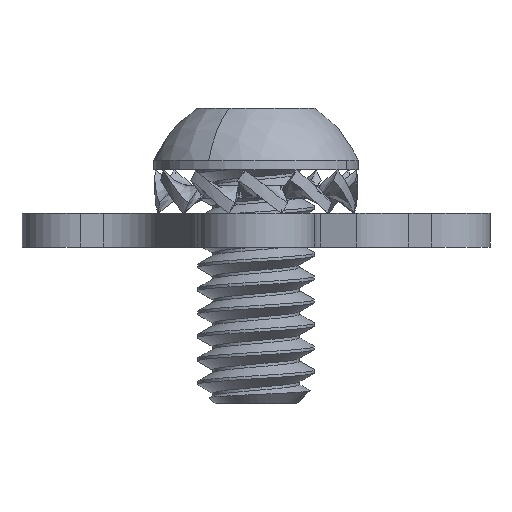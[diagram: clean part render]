
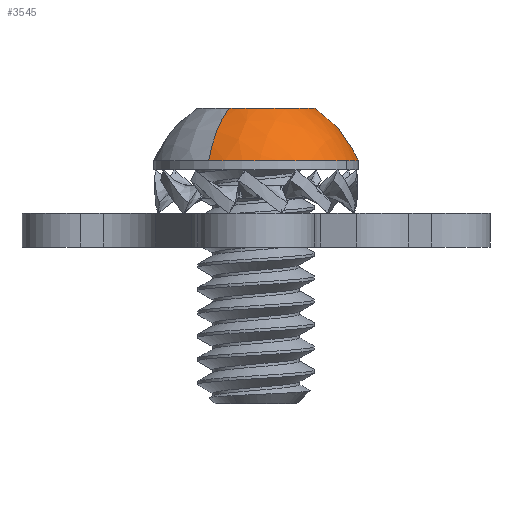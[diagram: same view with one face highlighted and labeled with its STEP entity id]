
A CAD part, front view. The second image highlights one B-rep face of the part: STEP entity #3545.
In plain terms, the highlighted spherical face has radius 5.974 mm.
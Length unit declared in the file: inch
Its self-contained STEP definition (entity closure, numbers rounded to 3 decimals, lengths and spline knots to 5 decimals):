
#21 = DIRECTION ( 'NONE',  ( 0., 0., 1. ) ) ;
#187 = ORIENTED_EDGE ( 'NONE', *, *, #2419, .T. ) ;
#392 = ORIENTED_EDGE ( 'NONE', *, *, #3314, .T. ) ;
#603 = CIRCLE ( 'NONE', #7048, 0.2185 ) ;
#742 = CARTESIAN_POINT ( 'NONE',  ( 0., 0., -0.1122 ) ) ;
#1135 = VERTEX_POINT ( 'NONE', #3454 ) ;
#1436 = DIRECTION ( 'NONE',  ( 1., 0., 0. ) ) ;
#1480 = CARTESIAN_POINT ( 'NONE',  ( 0., 0., -0.19922 ) ) ;
#1673 = AXIS2_PLACEMENT_3D ( 'NONE', #1480, #6282, #2187 ) ;
#1787 = CARTESIAN_POINT ( 'NONE',  ( 0., 0., -0.19922 ) ) ;
#1923 = DIRECTION ( 'NONE',  ( 0., 0., 1. ) ) ;
#2187 = DIRECTION ( 'NONE',  ( 0., -1., 0. ) ) ;
#2419 = EDGE_CURVE ( 'NONE', #1135, #3360, #5387, .T. ) ;
#2495 = DIRECTION ( 'NONE',  ( 0., 1., 0. ) ) ;
#2574 = ORIENTED_EDGE ( 'NONE', *, *, #8634, .F. ) ;
#2650 = CARTESIAN_POINT ( 'NONE',  ( -0.2185, 0., -0.1122 ) ) ;
#2695 = ORIENTED_EDGE ( 'NONE', *, *, #6607, .T. ) ;
#3236 = CIRCLE ( 'NONE', #1673, 0.23519 ) ;
#3314 = EDGE_CURVE ( 'NONE', #3360, #6216, #603, .T. ) ;
#3360 = VERTEX_POINT ( 'NONE', #2650 ) ;
#3454 = CARTESIAN_POINT ( 'NONE',  ( 0., 0.2185, -0.1122 ) ) ;
#3545 = ADVANCED_FACE ( 'NONE', ( #5554 ), #7595, .T. ) ;
#4033 = CARTESIAN_POINT ( 'NONE',  ( 0., 0.125, 0. ) ) ;
#4196 = CARTESIAN_POINT ( 'NONE',  ( 0., 0., -0.1122 ) ) ;
#4589 = CARTESIAN_POINT ( 'NONE',  ( 0., -0.2185, -0.1122 ) ) ;
#4849 = AXIS2_PLACEMENT_3D ( 'NONE', #6019, #1923, #6713 ) ;
#4871 = CIRCLE ( 'NONE', #6029, 0.23519 ) ;
#4873 = DIRECTION ( 'NONE',  ( 1., 0., 0. ) ) ;
#5186 = VERTEX_POINT ( 'NONE', #6510 ) ;
#5248 = ORIENTED_EDGE ( 'NONE', *, *, #5260, .F. ) ;
#5260 = EDGE_CURVE ( 'NONE', #1135, #5575, #4871, .T. ) ;
#5387 = CIRCLE ( 'NONE', #7382, 0.2185 ) ;
#5490 = AXIS2_PLACEMENT_3D ( 'NONE', #5561, #6250, #7635 ) ;
#5552 = DIRECTION ( 'NONE',  ( 0., 0., 1. ) ) ;
#5554 = FACE_OUTER_BOUND ( 'NONE', #7657, .T. ) ;
#5561 = CARTESIAN_POINT ( 'NONE',  ( 0., 0., -0.19922 ) ) ;
#5575 = VERTEX_POINT ( 'NONE', #4033 ) ;
#6019 = CARTESIAN_POINT ( 'NONE',  ( 0., 0., 0. ) ) ;
#6029 = AXIS2_PLACEMENT_3D ( 'NONE', #1787, #6571, #2495 ) ;
#6216 = VERTEX_POINT ( 'NONE', #4589 ) ;
#6250 = DIRECTION ( 'NONE',  ( 1., 0., 0. ) ) ;
#6282 = DIRECTION ( 'NONE',  ( -1., 0., 0. ) ) ;
#6510 = CARTESIAN_POINT ( 'NONE',  ( 0., -0.125, 0. ) ) ;
#6571 = DIRECTION ( 'NONE',  ( 1., 0., 0. ) ) ;
#6607 = EDGE_CURVE ( 'NONE', #6216, #5186, #3236, .T. ) ;
#6612 = CIRCLE ( 'NONE', #4849, 0.125 ) ;
#6713 = DIRECTION ( 'NONE',  ( 1., 0., 0. ) ) ;
#7048 = AXIS2_PLACEMENT_3D ( 'NONE', #742, #5552, #1436 ) ;
#7382 = AXIS2_PLACEMENT_3D ( 'NONE', #4196, #21, #4873 ) ;
#7595 = SPHERICAL_SURFACE ( 'NONE', #5490, 0.23519 ) ;
#7635 = DIRECTION ( 'NONE',  ( 0., -1., 0. ) ) ;
#7657 = EDGE_LOOP ( 'NONE', ( #5248, #187, #392, #2695, #2574 ) ) ;
#8634 = EDGE_CURVE ( 'NONE', #5575, #5186, #6612, .T. ) ;
